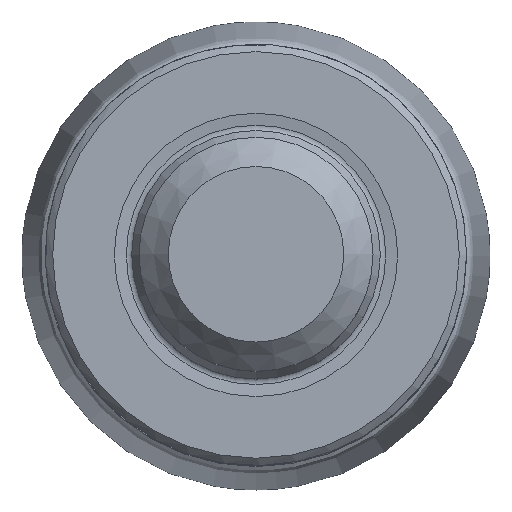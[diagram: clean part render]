
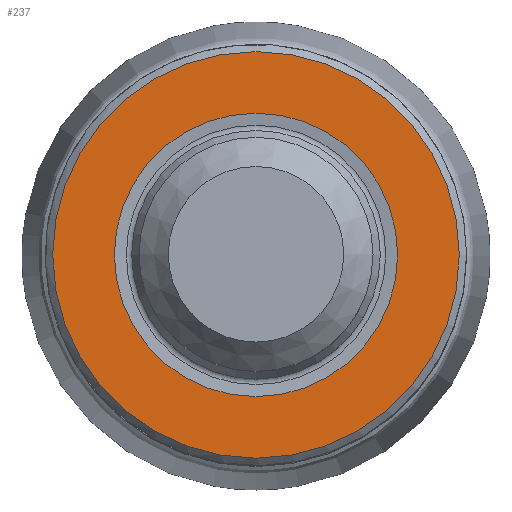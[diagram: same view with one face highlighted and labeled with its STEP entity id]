
A CAD part, top view. The second image highlights one B-rep face of the part: STEP entity #237.
In plain terms, the highlighted planar face has unit normal (0, 0, 1).
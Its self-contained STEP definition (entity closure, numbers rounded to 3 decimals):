
#133=PLANE('',#861);
#237=ADVANCED_FACE('CLONE_TP_FACE',(#304,#305),#133,.T.);
#304=FACE_BOUND('',#381,.T.);
#305=FACE_BOUND('',#382,.T.);
#381=EDGE_LOOP('',(#515));
#382=EDGE_LOOP('',(#516));
#515=ORIENTED_EDGE('',*,*,#653,.T.);
#516=ORIENTED_EDGE('',*,*,#652,.F.);
#583=VERTEX_POINT('',#1267);
#584=VERTEX_POINT('',#1271);
#652=EDGE_CURVE('',#583,#583,#691,.T.);
#653=EDGE_CURVE('',#584,#584,#692,.T.);
#691=CIRCLE('',#857,9.689);
#692=CIRCLE('',#860,13.9);
#857=AXIS2_PLACEMENT_3D('',#1266,#1063,#1064);
#860=AXIS2_PLACEMENT_3D('',#1270,#1069,#1070);
#861=AXIS2_PLACEMENT_3D('',#1272,#1071,#1072);
#1063=DIRECTION('',(0.,0.,1.));
#1064=DIRECTION('',(1.,0.,0.));
#1069=DIRECTION('',(0.,0.,1.));
#1070=DIRECTION('',(1.,0.,0.));
#1071=DIRECTION('',(0.,0.,1.));
#1072=DIRECTION('',(-1.,0.,0.));
#1266=CARTESIAN_POINT('',(0.,0.,0.));
#1267=CARTESIAN_POINT('',(9.689,0.,0.));
#1270=CARTESIAN_POINT('',(0.,0.,0.));
#1271=CARTESIAN_POINT('',(13.9,0.,0.));
#1272=CARTESIAN_POINT('',(-14.4,0.,0.));
